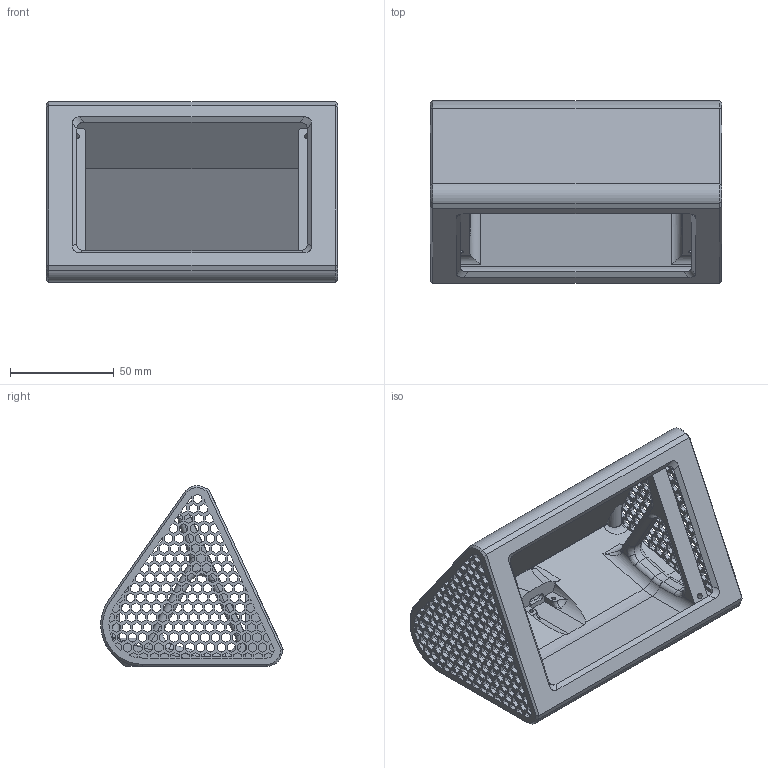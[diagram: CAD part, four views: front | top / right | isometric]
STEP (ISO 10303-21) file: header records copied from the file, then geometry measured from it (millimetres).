
FILE_DESCRIPTION(/* description */ (''),/* implementation_level */ '2;1');
FILE_NAME(/* name */ 'Birdnet rpi case.step',/* time_stamp */ '2025-09-30T22:16:10+10:00',/* author */ (''),/* organization */ (''),/* preprocessor_version */ 'ST-DEVELOPER v20.1',/* originating_system */ 'Autodesk Translation Framework v14.17.0.0',/* authorisation */ '');
FILE_SCHEMA (('AUTOMOTIVE_DESIGN { 1 0 10303 214 3 1 1 }'));
Products named in the file (3): 2025-09-30-22-16-09-781; 2025-09-30-22-16-09-778; 2025-09-30-22-16-09-743
Assembly tree (2 placements, depth 2):
  2025-09-30-22-16-09-781
    2025-09-30-22-16-09-778
    2025-09-30-22-16-09-743
Bounding box: 140 x 87.77 x 86.87 mm (x, y, z)
Volume: 132452.4 mm3; surface area: 89237.9 mm2
Topology: 2 solids, 2 shells, 2388 faces, 6969 edges, 4590 vertices
Faces by surface type: plane 2212, cylinder 112, bspline 26, torus 26, cone 12
Full cylindrical faces by diameter (mm): 2 x2, 2.75 x7, 2.785 x1, 3.3 x4, 5.5 x4
Entity records: 79914 total; most frequent: CARTESIAN_POINT 15294, ORIENTED_EDGE 13926, DIRECTION 11931, EDGE_CURVE 6963, LINE 6597, VECTOR 6597, VERTEX_POINT 4590, EDGE_LOOP 3067
